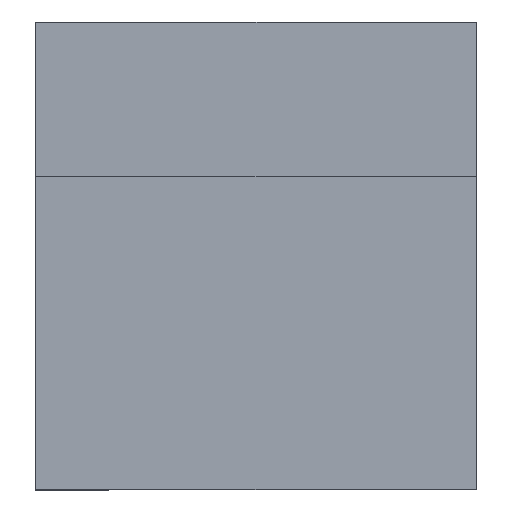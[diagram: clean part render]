
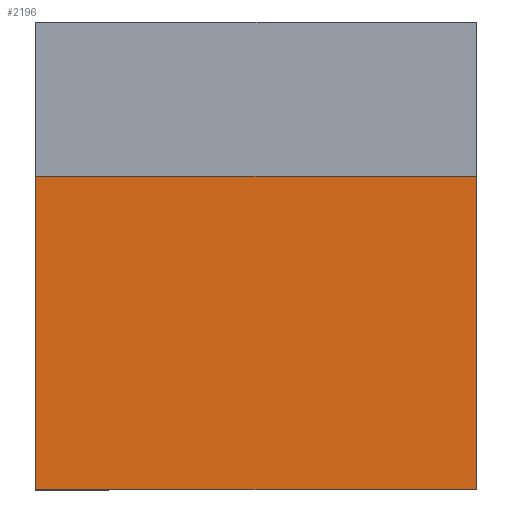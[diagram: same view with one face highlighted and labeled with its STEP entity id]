
A CAD part, top view. The second image highlights one B-rep face of the part: STEP entity #2196.
In plain terms, the highlighted planar face has unit normal (0, 0, 1).
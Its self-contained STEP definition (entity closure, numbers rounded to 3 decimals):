
#18 = EDGE_CURVE ( 'NONE', #916, #77, #2320, .T. ) ;
#77 = VERTEX_POINT ( 'NONE', #947 ) ;
#201 = CARTESIAN_POINT ( 'NONE',  ( -4.71, 5.5, 8.1 ) ) ;
#278 = LINE ( 'NONE', #1132, #2949 ) ;
#309 = CARTESIAN_POINT ( 'NONE',  ( -2.54, 0., 8.1 ) ) ;
#319 = VERTEX_POINT ( 'NONE', #1301 ) ;
#345 = EDGE_LOOP ( 'NONE', ( #428, #1108, #551, #3032 ) ) ;
#364 = CARTESIAN_POINT ( 'NONE',  ( 4.71, -1.2, 8.1 ) ) ;
#424 = CARTESIAN_POINT ( 'NONE',  ( 4.71, -1.2, 8.1 ) ) ;
#428 = ORIENTED_EDGE ( 'NONE', *, *, #1234, .T. ) ;
#551 = ORIENTED_EDGE ( 'NONE', *, *, #18, .F. ) ;
#574 = LINE ( 'NONE', #364, #1142 ) ;
#604 = DIRECTION ( 'NONE',  ( 0., -1., 0. ) ) ;
#753 = DIRECTION ( 'NONE',  ( 0., 0., -1. ) ) ;
#793 = EDGE_CURVE ( 'NONE', #916, #319, #803, .T. ) ;
#803 = LINE ( 'NONE', #2031, #2921 ) ;
#916 = VERTEX_POINT ( 'NONE', #201 ) ;
#947 = CARTESIAN_POINT ( 'NONE',  ( 4.71, 5.5, 8.1 ) ) ;
#1108 = ORIENTED_EDGE ( 'NONE', *, *, #1224, .F. ) ;
#1132 = CARTESIAN_POINT ( 'NONE',  ( -1.27, -1.2, 8.1 ) ) ;
#1133 = DIRECTION ( 'NONE',  ( 1., 0., 0. ) ) ;
#1142 = VECTOR ( 'NONE', #604, 1000. ) ;
#1224 = EDGE_CURVE ( 'NONE', #77, #2278, #574, .T. ) ;
#1234 = EDGE_CURVE ( 'NONE', #319, #2278, #278, .T. ) ;
#1301 = CARTESIAN_POINT ( 'NONE',  ( -4.71, -1.2, 8.1 ) ) ;
#1464 = DIRECTION ( 'NONE',  ( -1., 0., 0. ) ) ;
#1484 = FACE_OUTER_BOUND ( 'NONE', #345, .T. ) ;
#1695 = VECTOR ( 'NONE', #1133, 1000. ) ;
#1834 = CARTESIAN_POINT ( 'NONE',  ( -1.27, 5.5, 8.1 ) ) ;
#2011 = DIRECTION ( 'NONE',  ( 0., -1., 0. ) ) ;
#2031 = CARTESIAN_POINT ( 'NONE',  ( -4.71, -1.2, 8.1 ) ) ;
#2196 = ADVANCED_FACE ( 'NONE', ( #1484 ), #2400, .F. ) ;
#2278 = VERTEX_POINT ( 'NONE', #424 ) ;
#2320 = LINE ( 'NONE', #1834, #1695 ) ;
#2400 = PLANE ( 'NONE',  #2622 ) ;
#2511 = DIRECTION ( 'NONE',  ( 1., 0., 0. ) ) ;
#2622 = AXIS2_PLACEMENT_3D ( 'NONE', #309, #753, #1464 ) ;
#2921 = VECTOR ( 'NONE', #2011, 1000. ) ;
#2949 = VECTOR ( 'NONE', #2511, 1000. ) ;
#3032 = ORIENTED_EDGE ( 'NONE', *, *, #793, .T. ) ;
